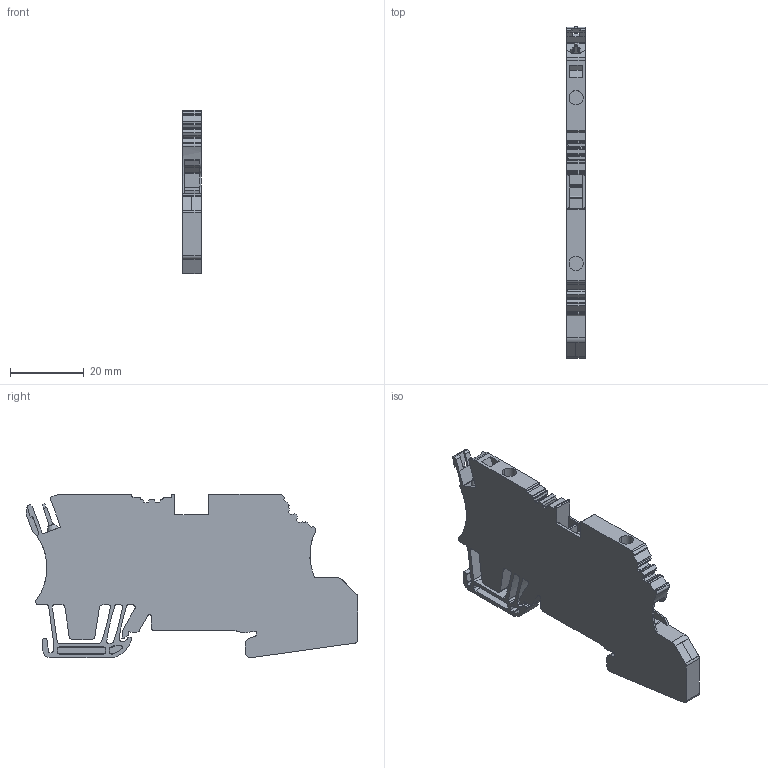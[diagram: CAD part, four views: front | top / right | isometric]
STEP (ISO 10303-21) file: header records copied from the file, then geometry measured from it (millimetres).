
FILE_DESCRIPTION(('CATIA V5 STEP Exchange','CAx-IF Rec.Pracs.--- Model Styling and Organization---1.4--- 2014-01-23'),'2;1');
FILE_NAME ('D1448958_0', '2020-02-17T12:52:53+00:00', ('none'), ('Weidmueller'), 'CATIA Version 5-6 Release 2016 SP3 HF44', 'CATIA V5 STEP AP214', 'none');
FILE_SCHEMA(('AUTOMOTIVE_DESIGN { 1 0 10303 214 1 1 1 1 }'));
Length unit declared in the file: millimetre
Products named in the file (1): 1143040000_WMF_2-5_BLZ_PE
Bounding box: 5.08 x 89.84 x 44.25 mm (x, y, z)
Volume: 13165.6 mm3; surface area: 9416 mm2
Topology: 3 solids, 3 shells, 454 faces, 1335 edges, 897 vertices
Faces by surface type: plane 251, cylinder 185, cone 17, torus 1
Entity records: 14623 total; most frequent: CARTESIAN_POINT 2831, ORIENTED_EDGE 2670, DIRECTION 2054, EDGE_CURVE 1335, VERTEX_POINT 897, VECTOR 885, LINE 885, AXIS2_PLACEMENT_3D 777
